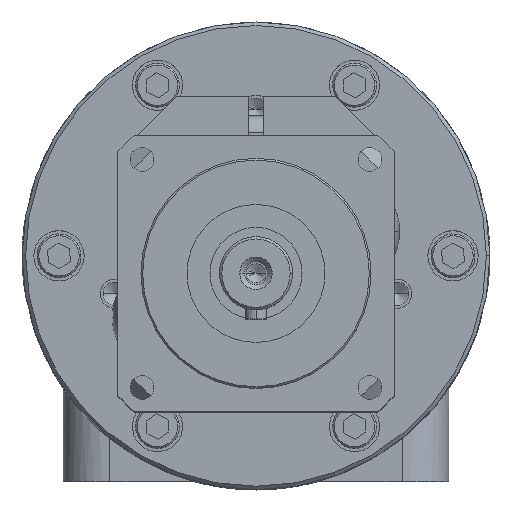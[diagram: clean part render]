
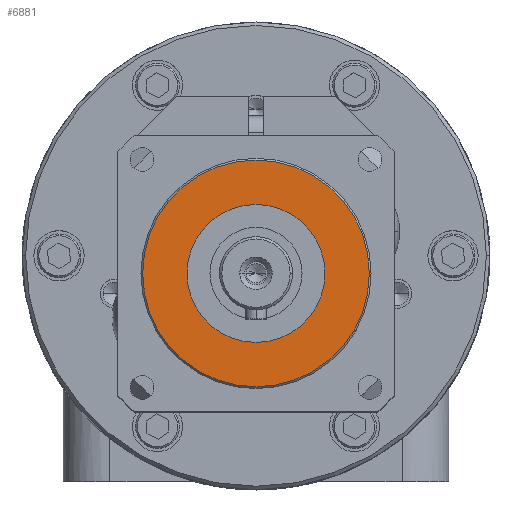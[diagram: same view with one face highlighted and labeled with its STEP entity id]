
A CAD part, top view. The second image highlights one B-rep face of the part: STEP entity #6881.
In plain terms, the highlighted face is planar.
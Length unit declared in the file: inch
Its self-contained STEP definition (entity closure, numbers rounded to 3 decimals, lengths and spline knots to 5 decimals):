
#492 = DIRECTION ( 'NONE',  ( 0., 0., -1. ) ) ;
#1081 = FACE_OUTER_BOUND ( 'NONE', #2099, .T. ) ;
#1455 = ORIENTED_EDGE ( 'NONE', *, *, #12624, .F. ) ;
#2099 = EDGE_LOOP ( 'NONE', ( #19173, #9830 ) ) ;
#3019 = VERTEX_POINT ( 'NONE', #10417 ) ;
#3136 = EDGE_LOOP ( 'NONE', ( #1455, #10358 ) ) ;
#3187 = DIRECTION ( 'NONE',  ( 0., 1., 0. ) ) ;
#4532 = CARTESIAN_POINT ( 'NONE',  ( 0., 0., -0.27559 ) ) ;
#4622 = DIRECTION ( 'NONE',  ( 0., 0., 1. ) ) ;
#5114 = FACE_BOUND ( 'NONE', #3136, .T. ) ;
#5402 = AXIS2_PLACEMENT_3D ( 'NONE', #9604, #492, #11154 ) ;
#6070 = DIRECTION ( 'NONE',  ( 1., 0., 0. ) ) ;
#6235 = VERTEX_POINT ( 'NONE', #7785 ) ;
#6881 = ADVANCED_FACE ( 'NONE', ( #5114, #1081 ), #13740, .F. ) ;
#6994 = VERTEX_POINT ( 'NONE', #12492 ) ;
#7785 = CARTESIAN_POINT ( 'NONE',  ( 0., -0.59, -0.27559 ) ) ;
#8203 = DIRECTION ( 'NONE',  ( 0., 0., -1. ) ) ;
#8424 = CIRCLE ( 'NONE', #5402, 0.59 ) ;
#9604 = CARTESIAN_POINT ( 'NONE',  ( 0., 0., -0.27559 ) ) ;
#9830 = ORIENTED_EDGE ( 'NONE', *, *, #15366, .T. ) ;
#9905 = EDGE_CURVE ( 'NONE', #3019, #18920, #15807, .T. ) ;
#10358 = ORIENTED_EDGE ( 'NONE', *, *, #17875, .F. ) ;
#10417 = CARTESIAN_POINT ( 'NONE',  ( 0.96925, 0., -0.27559 ) ) ;
#10704 = CARTESIAN_POINT ( 'NONE',  ( 0., 0., -0.27559 ) ) ;
#11154 = DIRECTION ( 'NONE',  ( 0., 1., 0. ) ) ;
#11490 = DIRECTION ( 'NONE',  ( 0., 0., -1. ) ) ;
#11521 = CIRCLE ( 'NONE', #15125, 0.96925 ) ;
#11956 = CARTESIAN_POINT ( 'NONE',  ( 0., 0., -0.27559 ) ) ;
#12492 = CARTESIAN_POINT ( 'NONE',  ( 0., 0.59, -0.27559 ) ) ;
#12624 = EDGE_CURVE ( 'NONE', #6994, #6235, #8424, .T. ) ;
#12699 = AXIS2_PLACEMENT_3D ( 'NONE', #10704, #4622, #15256 ) ;
#13254 = CIRCLE ( 'NONE', #13649, 0.59 ) ;
#13649 = AXIS2_PLACEMENT_3D ( 'NONE', #11956, #11490, #3187 ) ;
#13740 = PLANE ( 'NONE',  #12699 ) ;
#13895 = AXIS2_PLACEMENT_3D ( 'NONE', #4532, #15168, #6070 ) ;
#15125 = AXIS2_PLACEMENT_3D ( 'NONE', #17256, #8203, #18805 ) ;
#15168 = DIRECTION ( 'NONE',  ( 0., 0., -1. ) ) ;
#15256 = DIRECTION ( 'NONE',  ( 1., 0., 0. ) ) ;
#15366 = EDGE_CURVE ( 'NONE', #18920, #3019, #11521, .T. ) ;
#15807 = CIRCLE ( 'NONE', #13895, 0.96925 ) ;
#17256 = CARTESIAN_POINT ( 'NONE',  ( 0., 0., -0.27559 ) ) ;
#17875 = EDGE_CURVE ( 'NONE', #6235, #6994, #13254, .T. ) ;
#18282 = CARTESIAN_POINT ( 'NONE',  ( -0.96925, 0., -0.27559 ) ) ;
#18805 = DIRECTION ( 'NONE',  ( 1., 0., 0. ) ) ;
#18920 = VERTEX_POINT ( 'NONE', #18282 ) ;
#19173 = ORIENTED_EDGE ( 'NONE', *, *, #9905, .T. ) ;
